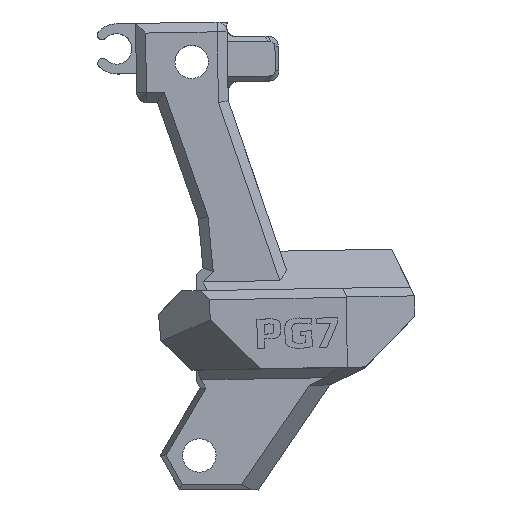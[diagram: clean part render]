
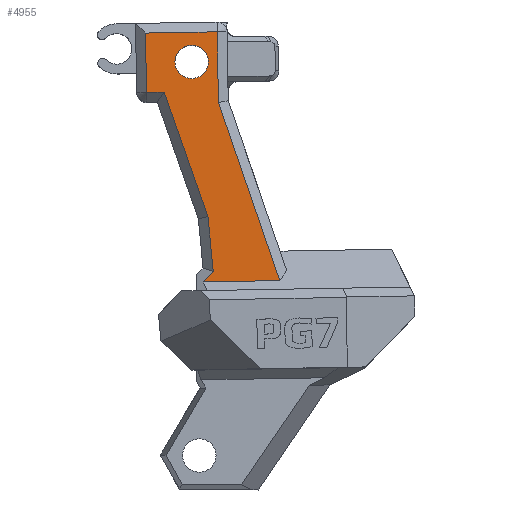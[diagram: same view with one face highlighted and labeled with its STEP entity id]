
A CAD part, top view. The second image highlights one B-rep face of the part: STEP entity #4955.
In plain terms, the highlighted planar face has unit normal (0, 0, 1).
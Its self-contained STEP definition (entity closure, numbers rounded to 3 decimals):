
#375=FACE_BOUND('',#877,.T.);
#433=CIRCLE('',#5312,1.7);
#606=FACE_OUTER_BOUND('',#876,.T.);
#876=EDGE_LOOP('',(#3796,#3797,#3798,#3799,#3800,#3801,#3802,#3803,#3804));
#877=EDGE_LOOP('',(#3805));
#1258=LINE('',#8101,#1699);
#1262=LINE('',#8108,#1703);
#1264=LINE('',#8115,#1705);
#1269=LINE('',#8124,#1710);
#1271=LINE('',#8131,#1712);
#1274=LINE('',#8137,#1715);
#1277=LINE('',#8143,#1718);
#1280=LINE('',#8149,#1721);
#1281=LINE('',#8150,#1722);
#1699=VECTOR('',#5962,10.);
#1703=VECTOR('',#5968,10.);
#1705=VECTOR('',#5976,10.);
#1710=VECTOR('',#5983,10.);
#1712=VECTOR('',#5991,10.);
#1715=VECTOR('',#5996,10.);
#1718=VECTOR('',#6001,10.);
#1721=VECTOR('',#6006,10.);
#1722=VECTOR('',#6007,10.);
#2176=VERTEX_POINT('',#8098);
#2177=VERTEX_POINT('',#8100);
#2179=VERTEX_POINT('',#8106);
#2181=VERTEX_POINT('',#8114);
#2184=VERTEX_POINT('',#8122);
#2186=VERTEX_POINT('',#8130);
#2188=VERTEX_POINT('',#8136);
#2190=VERTEX_POINT('',#8142);
#2192=VERTEX_POINT('',#8148);
#2193=VERTEX_POINT('',#8151);
#2774=EDGE_CURVE('',#2176,#2177,#1258,.T.);
#2778=EDGE_CURVE('',#2179,#2176,#1262,.T.);
#2781=EDGE_CURVE('',#2181,#2179,#1264,.T.);
#2786=EDGE_CURVE('',#2184,#2181,#1269,.T.);
#2789=EDGE_CURVE('',#2186,#2184,#1271,.T.);
#2792=EDGE_CURVE('',#2188,#2186,#1274,.T.);
#2795=EDGE_CURVE('',#2190,#2188,#1277,.T.);
#2798=EDGE_CURVE('',#2192,#2190,#1280,.T.);
#2799=EDGE_CURVE('',#2192,#2177,#1281,.T.);
#2800=EDGE_CURVE('',#2193,#2193,#433,.T.);
#3796=ORIENTED_EDGE('',*,*,#2798,.F.);
#3797=ORIENTED_EDGE('',*,*,#2799,.T.);
#3798=ORIENTED_EDGE('',*,*,#2774,.F.);
#3799=ORIENTED_EDGE('',*,*,#2778,.F.);
#3800=ORIENTED_EDGE('',*,*,#2781,.F.);
#3801=ORIENTED_EDGE('',*,*,#2786,.F.);
#3802=ORIENTED_EDGE('',*,*,#2789,.F.);
#3803=ORIENTED_EDGE('',*,*,#2792,.F.);
#3804=ORIENTED_EDGE('',*,*,#2795,.F.);
#3805=ORIENTED_EDGE('',*,*,#2800,.T.);
#4773=PLANE('',#5311);
#4955=ADVANCED_FACE('',(#606,#375),#4773,.T.);
#5311=AXIS2_PLACEMENT_3D('',#8147,#6004,#6005);
#5312=AXIS2_PLACEMENT_3D('',#8152,#6008,#6009);
#5962=DIRECTION('',(0.326,-0.946,0.));
#5968=DIRECTION('',(0.017,-1.,0.));
#5976=DIRECTION('',(1.,0.017,0.));
#5983=DIRECTION('',(-0.018,1.,0.));
#5991=DIRECTION('',(-1.,-0.017,0.));
#5996=DIRECTION('',(-0.33,0.944,0.));
#6001=DIRECTION('',(-0.097,0.995,0.));
#6004=DIRECTION('center_axis',(0.,0.,
1.));
#6005=DIRECTION('ref_axis',(1.,0.017,0.));
#6006=DIRECTION('',(0.695,0.719,0.));
#6007=DIRECTION('',(1.,0.017,0.));
#6008=DIRECTION('center_axis',(0.,0.,
-1.));
#6009=DIRECTION('ref_axis',(1.,0.,0.));
#8098=CARTESIAN_POINT('',(-10.928,15.821,3.));
#8100=CARTESIAN_POINT('',(-4.688,-2.302,3.));
#8101=CARTESIAN_POINT('',(-8.315,8.232,3.));
#8106=CARTESIAN_POINT('',(-11.053,23.01,3.));
#8108=CARTESIAN_POINT('',(-10.861,11.99,3.));
#8114=CARTESIAN_POINT('',(-18.35,22.882,3.));
#8115=CARTESIAN_POINT('',(-11.38,23.004,3.));
#8122=CARTESIAN_POINT('',(-18.244,16.851,3.));
#8124=CARTESIAN_POINT('',(-18.095,8.347,3.));
#8130=CARTESIAN_POINT('',(-16.435,16.883,3.));
#8131=CARTESIAN_POINT('',(-11.231,16.974,3.));
#8136=CARTESIAN_POINT('',(-11.994,4.196,3.));
#8137=CARTESIAN_POINT('',(-12.186,4.743,3.));
#8142=CARTESIAN_POINT('',(-11.451,-1.387,3.));
#8143=CARTESIAN_POINT('',(-10.595,-10.187,3.));
#8147=CARTESIAN_POINT('Origin',(-8.007,0.017,3.));
#8148=CARTESIAN_POINT('',(-12.465,-2.437,3.));
#8149=CARTESIAN_POINT('',(-12.063,-2.021,3.));
#8150=CARTESIAN_POINT('',(0.759,-2.207,3.));
#8151=CARTESIAN_POINT('',(-15.35,19.948,3.));
#8152=CARTESIAN_POINT('Origin',(-13.65,19.948,3.));
